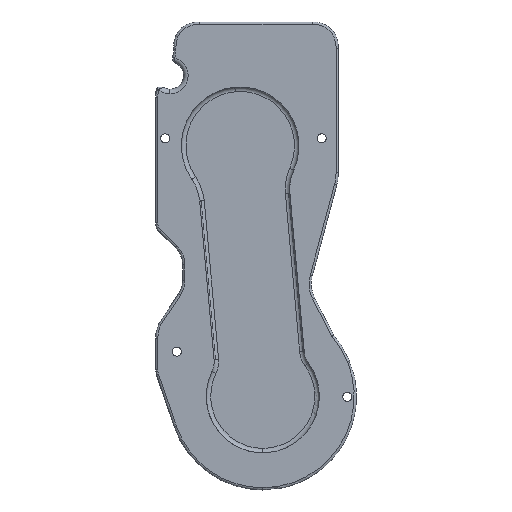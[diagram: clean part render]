
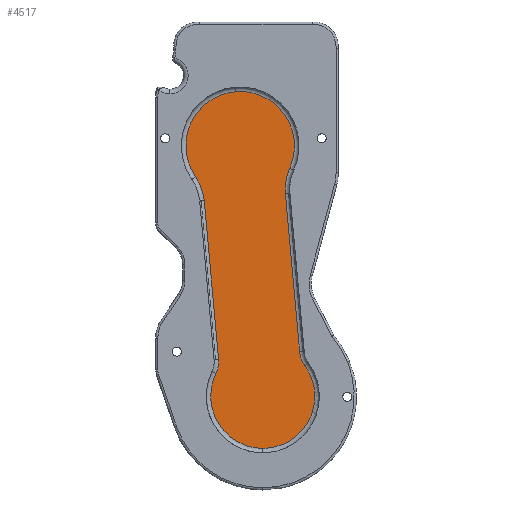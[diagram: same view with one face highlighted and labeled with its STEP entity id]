
A CAD part, left-side view. The second image highlights one B-rep face of the part: STEP entity #4517.
In plain terms, the highlighted planar face has unit normal (-1, 0, 0).
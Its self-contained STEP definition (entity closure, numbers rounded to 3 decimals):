
#51 = CARTESIAN_POINT ( 'NONE',  ( 56.5, 35., 120.5 ) ) ;
#139 = AXIS2_PLACEMENT_3D ( 'NONE', #863, #540, #2735 ) ;
#248 = EDGE_CURVE ( 'NONE', #4476, #2067, #1944, .T. ) ;
#314 = CARTESIAN_POINT ( 'NONE',  ( 56.5, 26.847, 141.787 ) ) ;
#337 = CARTESIAN_POINT ( 'NONE',  ( 56.5, 20.872, 142.327 ) ) ;
#458 = LINE ( 'NONE', #4456, #3470 ) ;
#469 = CARTESIAN_POINT ( 'NONE',  ( 56.5, 47.942, 175.229 ) ) ;
#540 = DIRECTION ( 'NONE',  ( 1., 0., 0. ) ) ;
#559 = EDGE_CURVE ( 'NONE', #4333, #2907, #3238, .T. ) ;
#584 = EDGE_CURVE ( 'NONE', #1834, #4333, #1103, .T. ) ;
#589 = VERTEX_POINT ( 'NONE', #314 ) ;
#625 = EDGE_CURVE ( 'NONE', #589, #1280, #3083, .T. ) ;
#652 = AXIS2_PLACEMENT_3D ( 'NONE', #1764, #2053, #4243 ) ;
#676 = DIRECTION ( 'NONE',  ( -1., 0., 0. ) ) ;
#794 = EDGE_CURVE ( 'NONE', #4376, #4476, #3624, .T. ) ;
#818 = ORIENTED_EDGE ( 'NONE', *, *, #2745, .F. ) ;
#863 = CARTESIAN_POINT ( 'NONE',  ( 56.5, 37.75, 159.925 ) ) ;
#881 = DIRECTION ( 'NONE',  ( 0., 0.09, 0.996 ) ) ;
#950 = AXIS2_PLACEMENT_3D ( 'NONE', #3586, #3247, #1052 ) ;
#1052 = DIRECTION ( 'NONE',  ( 0., -0.09, -0.996 ) ) ;
#1103 = CIRCLE ( 'NONE', #950, 11.5 ) ;
#1280 = VERTEX_POINT ( 'NONE', #2731 ) ;
#1301 = DIRECTION ( 'NONE',  ( 0., -0.09, -0.996 ) ) ;
#1320 = FACE_OUTER_BOUND ( 'NONE', #2338, .T. ) ;
#1434 = ORIENTED_EDGE ( 'NONE', *, *, #2203, .F. ) ;
#1548 = ORIENTED_EDGE ( 'NONE', *, *, #2866, .F. ) ;
#1563 = CARTESIAN_POINT ( 'NONE',  ( 56.5, 30.015, 176.848 ) ) ;
#1645 = ORIENTED_EDGE ( 'NONE', *, *, #248, .F. ) ;
#1764 = CARTESIAN_POINT ( 'NONE',  ( 56.5, 19.059, 177.838 ) ) ;
#1794 = DIRECTION ( 'NONE',  ( 0., 0.936, -0.353 ) ) ;
#1834 = VERTEX_POINT ( 'NONE', #51 ) ;
#1892 = DIRECTION ( 'NONE',  ( 0., -0.09, -0.996 ) ) ;
#1944 = CIRCLE ( 'NONE', #4595, 12. ) ;
#1953 = CIRCLE ( 'NONE', #3473, 11.5 ) ;
#2053 = DIRECTION ( 'NONE',  ( -1., 0., 0. ) ) ;
#2067 = VERTEX_POINT ( 'NONE', #4374 ) ;
#2095 = ORIENTED_EDGE ( 'NONE', *, *, #794, .F. ) ;
#2111 = DIRECTION ( 'NONE',  ( 0., -0.984, -0.179 ) ) ;
#2203 = EDGE_CURVE ( 'NONE', #2207, #4376, #4075, .T. ) ;
#2207 = VERTEX_POINT ( 'NONE', #469 ) ;
#2265 = DIRECTION ( 'NONE',  ( -1., 0., 0. ) ) ;
#2311 = EDGE_CURVE ( 'NONE', #2907, #2207, #3465, .T. ) ;
#2338 = EDGE_LOOP ( 'NONE', ( #4587, #3666, #818, #1548, #1645, #2095, #1434, #3904, #4662, #3194 ) ) ;
#2375 = CARTESIAN_POINT ( 'NONE',  ( 56.5, 45.563, 148.898 ) ) ;
#2516 = DIRECTION ( 'NONE',  ( -1., 0., 0. ) ) ;
#2593 = VERTEX_POINT ( 'NONE', #1563 ) ;
#2711 = CIRCLE ( 'NONE', #652, 11. ) ;
#2726 = DIRECTION ( 'NONE',  ( 1., 0., 0. ) ) ;
#2731 = CARTESIAN_POINT ( 'NONE',  ( 56.5, 25.716, 138.786 ) ) ;
#2735 = DIRECTION ( 'NONE',  ( 0., 0., -1. ) ) ;
#2745 = EDGE_CURVE ( 'NONE', #2593, #589, #458, .T. ) ;
#2763 = DIRECTION ( 'NONE',  ( 0., 0.09, 0.996 ) ) ;
#2785 = AXIS2_PLACEMENT_3D ( 'NONE', #337, #2516, #1794 ) ;
#2866 = EDGE_CURVE ( 'NONE', #2067, #2593, #2711, .T. ) ;
#2907 = VERTEX_POINT ( 'NONE', #3237 ) ;
#2932 = AXIS2_PLACEMENT_3D ( 'NONE', #3736, #2265, #3330 ) ;
#3013 = AXIS2_PLACEMENT_3D ( 'NONE', #4545, #4485, #2763 ) ;
#3081 = VECTOR ( 'NONE', #4204, 1000. ) ;
#3083 = CIRCLE ( 'NONE', #2785, 6. ) ;
#3194 = ORIENTED_EDGE ( 'NONE', *, *, #584, .F. ) ;
#3207 = DIRECTION ( 'NONE',  ( 1., 0., 0. ) ) ;
#3237 = CARTESIAN_POINT ( 'NONE',  ( 56.5, 44.774, 140.168 ) ) ;
#3238 = CIRCLE ( 'NONE', #3466, 6. ) ;
#3247 = DIRECTION ( 'NONE',  ( 1., 0., 0. ) ) ;
#3330 = DIRECTION ( 'NONE',  ( 0., -0.94, 0.341 ) ) ;
#3419 = EDGE_CURVE ( 'NONE', #1280, #1834, #1953, .T. ) ;
#3465 = LINE ( 'NONE', #2375, #3081 ) ;
#3466 = AXIS2_PLACEMENT_3D ( 'NONE', #4342, #676, #2111 ) ;
#3470 = VECTOR ( 'NONE', #1892, 1000. ) ;
#3473 = AXIS2_PLACEMENT_3D ( 'NONE', #4585, #3207, #1301 ) ;
#3586 = CARTESIAN_POINT ( 'NONE',  ( 56.5, 35., 132. ) ) ;
#3624 = CIRCLE ( 'NONE', #3013, 12. ) ;
#3666 = ORIENTED_EDGE ( 'NONE', *, *, #625, .F. ) ;
#3736 = CARTESIAN_POINT ( 'NONE',  ( 56.5, 58.897, 174.239 ) ) ;
#3761 = PLANE ( 'NONE',  #139 ) ;
#3904 = ORIENTED_EDGE ( 'NONE', *, *, #2311, .F. ) ;
#4075 = CIRCLE ( 'NONE', #2932, 11. ) ;
#4198 = CARTESIAN_POINT ( 'NONE',  ( 56.5, 40., 187.35 ) ) ;
#4204 = DIRECTION ( 'NONE',  ( 0., 0.09, 0.996 ) ) ;
#4243 = DIRECTION ( 'NONE',  ( 0., 0.986, 0.167 ) ) ;
#4283 = CARTESIAN_POINT ( 'NONE',  ( 56.5, 49.859, 180.509 ) ) ;
#4333 = VERTEX_POINT ( 'NONE', #4518 ) ;
#4342 = CARTESIAN_POINT ( 'NONE',  ( 56.5, 50.75, 139.628 ) ) ;
#4374 = CARTESIAN_POINT ( 'NONE',  ( 56.5, 29.074, 182.387 ) ) ;
#4376 = VERTEX_POINT ( 'NONE', #4283 ) ;
#4456 = CARTESIAN_POINT ( 'NONE',  ( 56.5, 29.288, 168.802 ) ) ;
#4473 = CARTESIAN_POINT ( 'NONE',  ( 56.5, 41.08, 199.301 ) ) ;
#4476 = VERTEX_POINT ( 'NONE', #4473 ) ;
#4485 = DIRECTION ( 'NONE',  ( 1., 0., 0. ) ) ;
#4517 = ADVANCED_FACE ( 'NONE', ( #1320 ), #3761, .F. ) ;
#4518 = CARTESIAN_POINT ( 'NONE',  ( 56.5, 45.35, 137.013 ) ) ;
#4545 = CARTESIAN_POINT ( 'NONE',  ( 56.5, 40., 187.35 ) ) ;
#4585 = CARTESIAN_POINT ( 'NONE',  ( 56.5, 35., 132. ) ) ;
#4587 = ORIENTED_EDGE ( 'NONE', *, *, #3419, .F. ) ;
#4595 = AXIS2_PLACEMENT_3D ( 'NONE', #4198, #2726, #881 ) ;
#4662 = ORIENTED_EDGE ( 'NONE', *, *, #559, .F. ) ;
